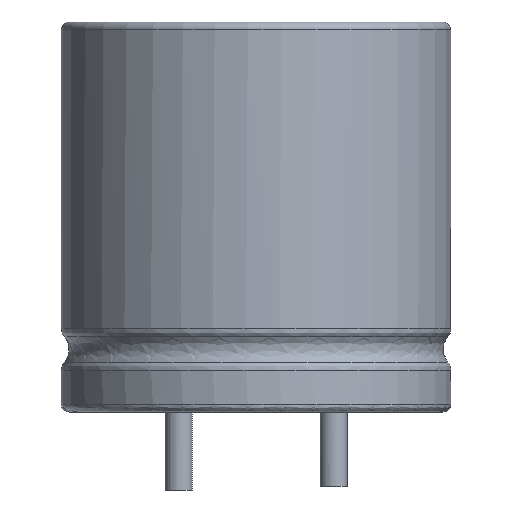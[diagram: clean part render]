
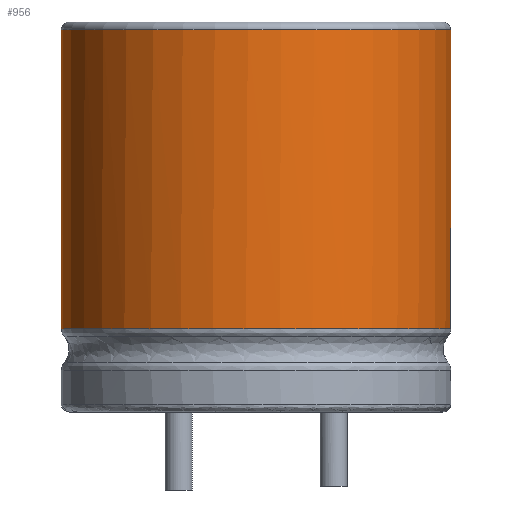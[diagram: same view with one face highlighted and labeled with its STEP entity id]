
A CAD part, left-side view. The second image highlights one B-rep face of the part: STEP entity #956.
In plain terms, the highlighted cylindrical face has radius 5 mm (diameter 10 mm), a partial arc.
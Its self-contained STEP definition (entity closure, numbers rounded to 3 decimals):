
#13=DIRECTION('',(0.,0.,1.));
#117=DIRECTION('',(0.,-0.,-1.));
#142=DIRECTION('',(0.581,-0.814,0.));
#284=VECTOR('',#13,1.);
#583=VERTEX_POINT('',#584);
#584=CARTESIAN_POINT('',(7.431,-0.825,2.135));
#686=VERTEX_POINT('',#687);
#687=CARTESIAN_POINT('',(5.404,-4.071,2.135));
#716=ORIENTED_EDGE('',*,*,#717,.T.);
#717=EDGE_CURVE('',#686,#583,#718,.T.);
#718=B_SPLINE_CURVE_WITH_KNOTS('',12,(#719,#720,#721,#722,#723,#724,#725,#726,#727,#728,#729,#730,#731,#732,#733,#734,#735,#736,#737,#738,#739,#740,#741,#742,#743,#744,#745,#746,#747,#748,#749,#750,#751,#752,#753),.UNSPECIFIED.,.F.,.F.,(13,11,11,13),(-1.171,0.,27.489,28.66),.UNSPECIFIED.);
#719=CARTESIAN_POINT('',(6.357,-3.39,2.135));
#720=CARTESIAN_POINT('',(6.277,-3.448,2.135));
#721=CARTESIAN_POINT('',(6.197,-3.505,2.135));
#722=CARTESIAN_POINT('',(6.117,-3.561,2.135));
#723=CARTESIAN_POINT('',(6.038,-3.618,2.135));
#724=CARTESIAN_POINT('',(5.958,-3.675,2.135));
#725=CARTESIAN_POINT('',(5.878,-3.732,2.135));
#726=CARTESIAN_POINT('',(5.799,-3.788,2.135));
#727=CARTESIAN_POINT('',(5.72,-3.845,2.135));
#728=CARTESIAN_POINT('',(5.641,-3.902,2.135));
#729=CARTESIAN_POINT('',(5.561,-3.958,2.135));
#730=CARTESIAN_POINT('',(5.482,-4.014,2.135));
#731=CARTESIAN_POINT('',(3.552,-5.392,2.135));
#732=CARTESIAN_POINT('',(1.015,-5.813,2.135));
#733=CARTESIAN_POINT('',(-1.702,-4.911,2.135));
#734=CARTESIAN_POINT('',(-3.767,-2.586,2.135));
#735=CARTESIAN_POINT('',(-4.491,0.447,2.135));
#736=CARTESIAN_POINT('',(-3.673,3.857,2.135));
#737=CARTESIAN_POINT('',(-0.966,6.087,2.135));
#738=CARTESIAN_POINT('',(2.077,6.766,2.135));
#739=CARTESIAN_POINT('',(5.072,5.929,2.135));
#740=CARTESIAN_POINT('',(7.074,3.883,2.135));
#741=CARTESIAN_POINT('',(7.807,1.418,2.135));
#742=CARTESIAN_POINT('',(7.415,-0.921,2.135));
#743=CARTESIAN_POINT('',(7.399,-1.017,2.135));
#744=CARTESIAN_POINT('',(7.383,-1.112,2.135));
#745=CARTESIAN_POINT('',(7.367,-1.208,2.135));
#746=CARTESIAN_POINT('',(7.351,-1.304,2.135));
#747=CARTESIAN_POINT('',(7.335,-1.401,2.135));
#748=CARTESIAN_POINT('',(7.319,-1.497,2.135));
#749=CARTESIAN_POINT('',(7.303,-1.593,2.135));
#750=CARTESIAN_POINT('',(7.287,-1.69,2.135));
#751=CARTESIAN_POINT('',(7.271,-1.787,2.135));
#752=CARTESIAN_POINT('',(7.254,-1.883,2.135));
#753=CARTESIAN_POINT('',(7.238,-1.98,2.135));
#795=EDGE_CURVE('',#583,#796,#798,.T.);
#796=VERTEX_POINT('',#797);
#797=CARTESIAN_POINT('',(7.431,-0.825,9.8));
#798=LINE('',#799,#284);
#799=CARTESIAN_POINT('',(7.431,-0.825,2.));
#863=EDGE_CURVE('',#686,#864,#866,.T.);
#864=VERTEX_POINT('',#865);
#865=CARTESIAN_POINT('',(5.404,-4.071,9.8));
#866=LINE('',#867,#284);
#867=CARTESIAN_POINT('',(5.404,-4.071,2.));
#872=CARTESIAN_POINT('',(2.5,0.,9.8));
#947=CARTESIAN_POINT('',(2.5,0.,2.));
#956=ADVANCED_FACE('',(#957),#965,.T.);
#957=FACE_BOUND('',#958,.F.);
#958=EDGE_LOOP('',(#959,#716,#960,#961));
#959=ORIENTED_EDGE('',*,*,#863,.F.);
#960=ORIENTED_EDGE('',*,*,#795,.T.);
#961=ORIENTED_EDGE('',*,*,#962,.F.);
#962=EDGE_CURVE('',#864,#796,#963,.T.);
#963=CIRCLE('',#964,5.);
#964=AXIS2_PLACEMENT_3D('',#872,#117,#142);
#965=CYLINDRICAL_SURFACE('',#966,5.);
#966=AXIS2_PLACEMENT_3D('',#947,#13,#142);
